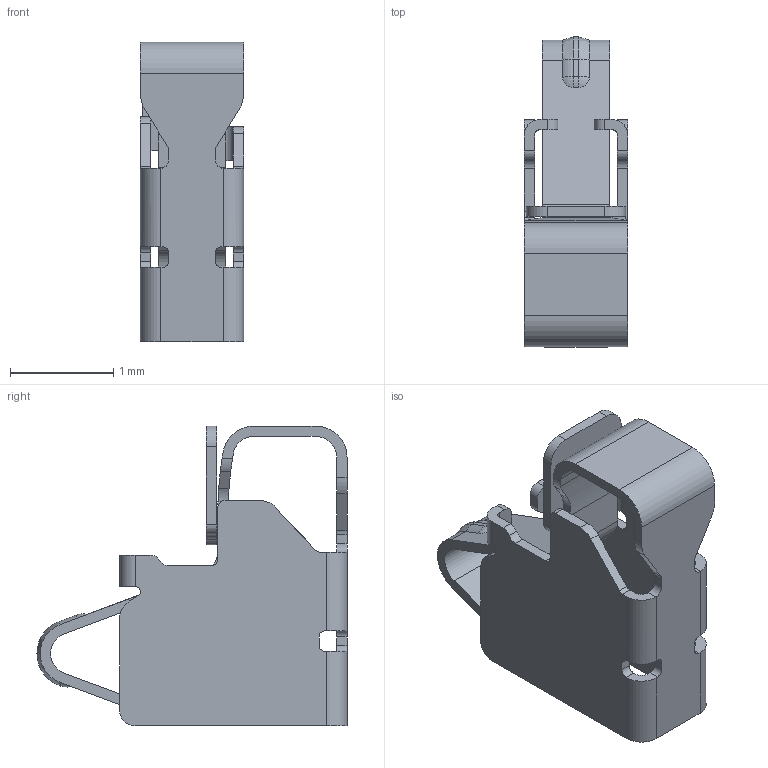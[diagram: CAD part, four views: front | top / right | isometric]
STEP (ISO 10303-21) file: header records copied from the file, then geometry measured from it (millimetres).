
FILE_DESCRIPTION((''),'2;1');
FILE_NAME('C-2108609-5','2014-10-16T',('workeradm'),('Tyco Electronics Ltd.'),'PRO/ENGINEER BY PARAMETRIC TECHNOLOGY CORPORATION, 2014090','PRO/ENGINEER BY PARAMETRIC TECHNOLOGY CORPORATION, 2014090','');
FILE_SCHEMA(('AUTOMOTIVE_DESIGN { 1 0 10303 214 1 1 1 1 }'));
Length unit declared in the file: millimetre
Products named in the file (1): C-2108609-5
Bounding box: 1 x 3 x 2.9 mm (x, y, z)
Volume: 1.5 mm3; surface area: 33.6 mm2
Topology: 1 solids, 1 shells, 158 faces, 464 edges, 304 vertices
Faces by surface type: cylinder 78, plane 71, sphere 4, bspline 4, extrusion 1
Entity records: 5599 total; most frequent: CARTESIAN_POINT 1126, ORIENTED_EDGE 928, DIRECTION 907, EDGE_CURVE 464, AXIS2_PLACEMENT_3D 312, VERTEX_POINT 304, VECTOR 283, LINE 282
